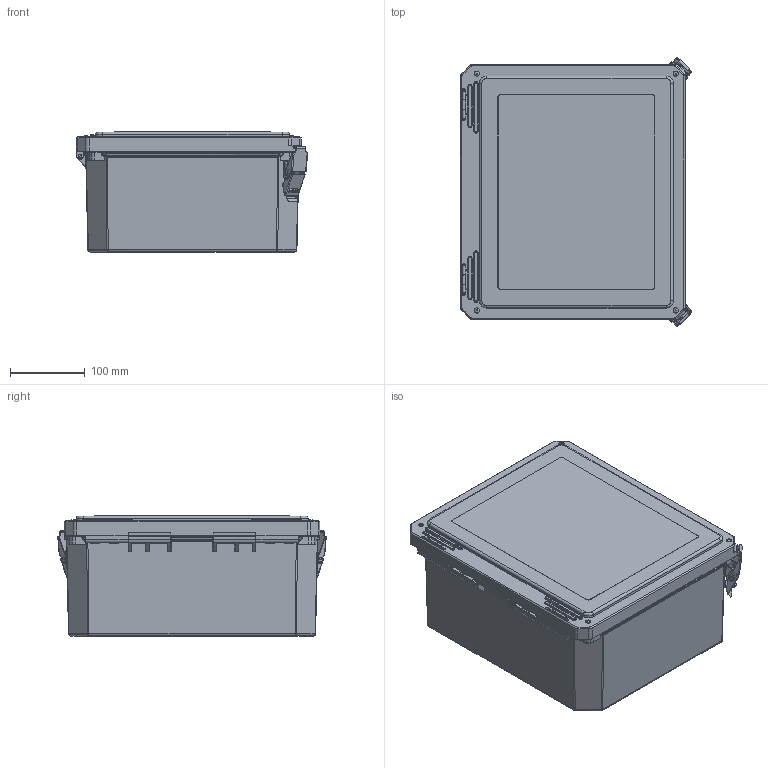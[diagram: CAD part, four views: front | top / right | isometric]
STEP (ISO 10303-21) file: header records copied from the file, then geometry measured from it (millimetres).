
FILE_DESCRIPTION(/* description */ (''),/* implementation_level */ '2;1');
FILE_NAME(/* name */ 'HW-121006CHQRW.stp',/* time_stamp */ '2016-08-23T09:56:44-05:00',/* author */ ('pmescher'),/* organization */ (''),/* preprocessor_version */ 'ST-DEVELOPER v16.5',/* originating_system */ 'Autodesk Inventor 2017',/* authorisation */ '');
FILE_SCHEMA (('AUTOMOTIVE_DESIGN { 1 0 10303 214 3 1 1 }'));
Products named in the file (16): DSW121006HPL_STP; DS121006BOX; BRASS INSERT-(; BRASS INSERT-(_1; BRASS INSERT-(_2; DSW121006CVR; GA1210; BRASS INSERT-(_3; DS COVER  BUSH; DS121006A; LATCH -1 Assembly; AT40005; Part1; Part2; LATCH HINGE; RMHINGAT40006-03
Assembly tree (32 placements, depth 3):
  DSW121006HPL_STP
    DS121006BOX
    BRASS INSERT-(  x4
    BRASS INSERT-(_1  x4
    BRASS INSERT-(_2  x4
    DSW121006CVR
    GA1210
    BRASS INSERT-(_3  x4
    DS COVER  BUSH  x4
    DS121006A
    LATCH -1 Assembly  x2
      AT40005
      Part1
      Part2
      LATCH HINGE
    RMHINGAT40006-03  x2
Bounding box: 309 x 358.6 x 160.33 mm (x, y, z)
Volume: 1691121.4 mm3; surface area: 859294.2 mm2
Topology: 34 solids, 34 shells, 2236 faces, 5550 edges, 3326 vertices
Faces by surface type: cylinder 892, plane 780, bspline 361, torus 126, cone 48, sphere 29
Full cylindrical faces by diameter (mm): 3.429 x20, 3.48 x4, 3.81 x4, 3.861 x8, 3.962 x16, 5.3 x4, 5.563 x2, 5.766 x2, 6.248 x16, 6.401 x4, 6.426 x4, 7.62 x4, 7.938 x2, 9.525 x2, 11.049 x2
Entity records: 78726 total; most frequent: CARTESIAN_POINT 31618, DIRECTION 9987, ORIENTED_EDGE 9594, EDGE_CURVE 4797, AXIS2_PLACEMENT_3D 3837, VERTEX_POINT 2925, LINE 2313, VECTOR 2313
